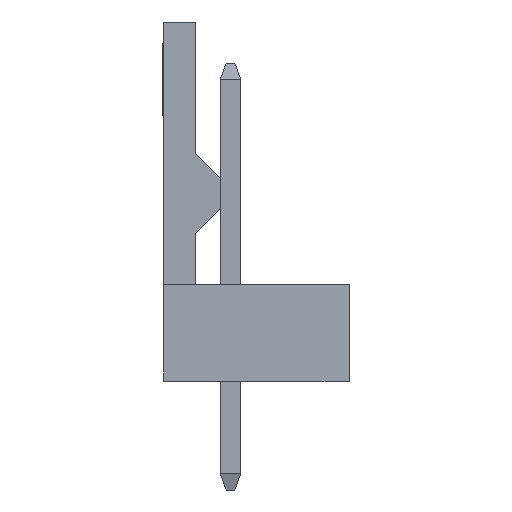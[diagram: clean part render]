
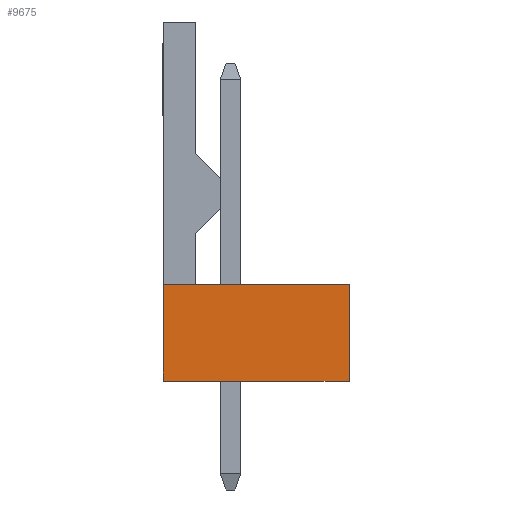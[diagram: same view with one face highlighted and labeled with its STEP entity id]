
A CAD part, left-side view. The second image highlights one B-rep face of the part: STEP entity #9675.
In plain terms, the highlighted planar face has unit normal (-1, 0, 0).
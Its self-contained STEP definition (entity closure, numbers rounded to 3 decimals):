
#398 = EDGE_LOOP ( 'NONE', ( #19359, #11840, #7656, #30814 ) ) ;
#1060 = VERTEX_POINT ( 'NONE', #26441 ) ;
#2181 = CARTESIAN_POINT ( 'NONE',  ( -22.86, -2.9, 0. ) ) ;
#3633 = CARTESIAN_POINT ( 'NONE',  ( -22.86, -2.9, 3. ) ) ;
#4099 = VERTEX_POINT ( 'NONE', #3633 ) ;
#4421 = CARTESIAN_POINT ( 'NONE',  ( -22.86, 2.9, 3. ) ) ;
#5437 = CARTESIAN_POINT ( 'NONE',  ( -22.86, 2.9, 3. ) ) ;
#5799 = VERTEX_POINT ( 'NONE', #2181 ) ;
#7528 = VECTOR ( 'NONE', #12398, 1000. ) ;
#7656 = ORIENTED_EDGE ( 'NONE', *, *, #29310, .F. ) ;
#8574 = PLANE ( 'NONE',  #29183 ) ;
#9675 = ADVANCED_FACE ( 'NONE', ( #30293 ), #8574, .F. ) ;
#9901 = CARTESIAN_POINT ( 'NONE',  ( -22.86, 2.9, 0. ) ) ;
#9962 = VECTOR ( 'NONE', #18619, 1000. ) ;
#10974 = DIRECTION ( 'NONE',  ( 0., 0., -1. ) ) ;
#11013 = CARTESIAN_POINT ( 'NONE',  ( -22.86, -2.9, 3. ) ) ;
#11207 = EDGE_CURVE ( 'NONE', #1060, #5799, #24602, .T. ) ;
#11840 = ORIENTED_EDGE ( 'NONE', *, *, #29764, .F. ) ;
#12398 = DIRECTION ( 'NONE',  ( 0., -1., 0. ) ) ;
#13020 = CARTESIAN_POINT ( 'NONE',  ( -22.86, 2.9, 3. ) ) ;
#15895 = LINE ( 'NONE', #11013, #20477 ) ;
#16323 = LINE ( 'NONE', #21005, #9962 ) ;
#16743 = DIRECTION ( 'NONE',  ( 0., 0., -1. ) ) ;
#16959 = VERTEX_POINT ( 'NONE', #5437 ) ;
#18619 = DIRECTION ( 'NONE',  ( 0., -1., 0. ) ) ;
#19359 = ORIENTED_EDGE ( 'NONE', *, *, #11207, .T. ) ;
#20477 = VECTOR ( 'NONE', #20882, 1000. ) ;
#20882 = DIRECTION ( 'NONE',  ( 0., 0., -1. ) ) ;
#21005 = CARTESIAN_POINT ( 'NONE',  ( -22.86, 2.9, 3. ) ) ;
#22814 = EDGE_CURVE ( 'NONE', #16959, #1060, #27743, .T. ) ;
#24602 = LINE ( 'NONE', #9901, #7528 ) ;
#25658 = VECTOR ( 'NONE', #10974, 1000. ) ;
#26142 = DIRECTION ( 'NONE',  ( 1., 0., 0. ) ) ;
#26441 = CARTESIAN_POINT ( 'NONE',  ( -22.86, 2.9, 0. ) ) ;
#27743 = LINE ( 'NONE', #13020, #25658 ) ;
#29183 = AXIS2_PLACEMENT_3D ( 'NONE', #4421, #26142, #16743 ) ;
#29310 = EDGE_CURVE ( 'NONE', #16959, #4099, #16323, .T. ) ;
#29764 = EDGE_CURVE ( 'NONE', #4099, #5799, #15895, .T. ) ;
#30293 = FACE_OUTER_BOUND ( 'NONE', #398, .T. ) ;
#30814 = ORIENTED_EDGE ( 'NONE', *, *, #22814, .T. ) ;
